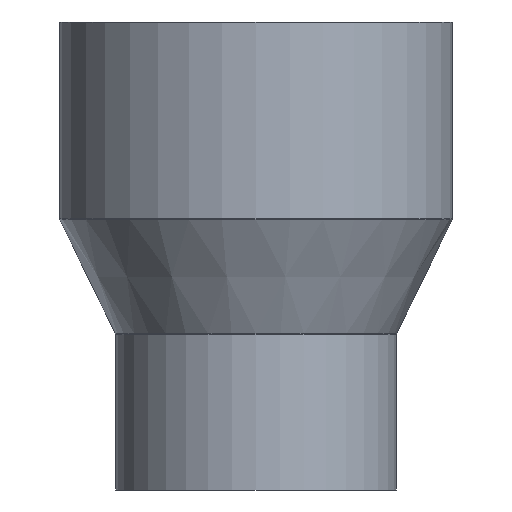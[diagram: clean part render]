
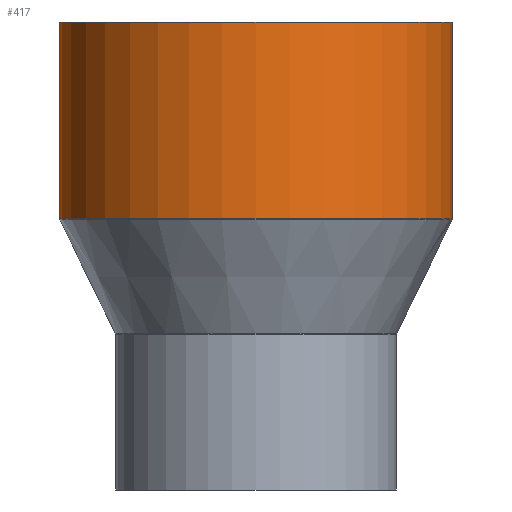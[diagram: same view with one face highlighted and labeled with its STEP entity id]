
A CAD part, front view. The second image highlights one B-rep face of the part: STEP entity #417.
In plain terms, the highlighted cylindrical face has radius 157.5 mm (diameter 315 mm), a partial arc.
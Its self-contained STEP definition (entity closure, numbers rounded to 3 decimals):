
#15 = CARTESIAN_POINT ( 'NONE',  ( 0., 0., 198.582 ) ) ;
#36 = EDGE_CURVE ( 'NONE', #343, #70, #274, .T. ) ;
#50 = CARTESIAN_POINT ( 'NONE',  ( -157.5, 0., 198.582 ) ) ;
#55 = DIRECTION ( 'NONE',  ( 0., 0., -1. ) ) ;
#59 = CARTESIAN_POINT ( 'NONE',  ( 157.5, 0., -16.533 ) ) ;
#70 = VERTEX_POINT ( 'NONE', #617 ) ;
#116 = DIRECTION ( 'NONE',  ( -1., 0., 0. ) ) ;
#169 = AXIS2_PLACEMENT_3D ( 'NONE', #324, #367, #116 ) ;
#185 = ORIENTED_EDGE ( 'NONE', *, *, #36, .T. ) ;
#193 = ORIENTED_EDGE ( 'NONE', *, *, #453, .F. ) ;
#195 = DIRECTION ( 'NONE',  ( -1., 0., 0. ) ) ;
#207 = ORIENTED_EDGE ( 'NONE', *, *, #284, .F. ) ;
#223 = CIRCLE ( 'NONE', #347, 157.5 ) ;
#244 = FACE_OUTER_BOUND ( 'NONE', #459, .T. ) ;
#274 = LINE ( 'NONE', #570, #326 ) ;
#284 = EDGE_CURVE ( 'NONE', #439, #341, #381, .T. ) ;
#324 = CARTESIAN_POINT ( 'NONE',  ( 0., 0., 41.045 ) ) ;
#326 = VECTOR ( 'NONE', #329, 1000. ) ;
#329 = DIRECTION ( 'NONE',  ( 0., 0., -1. ) ) ;
#341 = VERTEX_POINT ( 'NONE', #546 ) ;
#343 = VERTEX_POINT ( 'NONE', #50 ) ;
#347 = AXIS2_PLACEMENT_3D ( 'NONE', #15, #510, #623 ) ;
#367 = DIRECTION ( 'NONE',  ( 0., 0., -1. ) ) ;
#381 = LINE ( 'NONE', #59, #630 ) ;
#417 = ADVANCED_FACE ( 'NONE', ( #244 ), #492, .T. ) ;
#439 = VERTEX_POINT ( 'NONE', #625 ) ;
#441 = CARTESIAN_POINT ( 'NONE',  ( 0., 0., -16.533 ) ) ;
#452 = ORIENTED_EDGE ( 'NONE', *, *, #560, .T. ) ;
#453 = EDGE_CURVE ( 'NONE', #341, #70, #566, .T. ) ;
#459 = EDGE_LOOP ( 'NONE', ( #207, #452, #185, #193 ) ) ;
#492 = CYLINDRICAL_SURFACE ( 'NONE', #514, 157.5 ) ;
#510 = DIRECTION ( 'NONE',  ( 0., 0., -1. ) ) ;
#514 = AXIS2_PLACEMENT_3D ( 'NONE', #441, #649, #195 ) ;
#546 = CARTESIAN_POINT ( 'NONE',  ( 157.5, 0., 41.045 ) ) ;
#560 = EDGE_CURVE ( 'NONE', #439, #343, #223, .T. ) ;
#566 = CIRCLE ( 'NONE', #169, 157.5 ) ;
#570 = CARTESIAN_POINT ( 'NONE',  ( -157.5, 0., -16.533 ) ) ;
#617 = CARTESIAN_POINT ( 'NONE',  ( -157.5, 0., 41.045 ) ) ;
#623 = DIRECTION ( 'NONE',  ( -1., 0., 0. ) ) ;
#625 = CARTESIAN_POINT ( 'NONE',  ( 157.5, 0., 198.582 ) ) ;
#630 = VECTOR ( 'NONE', #55, 1000. ) ;
#649 = DIRECTION ( 'NONE',  ( 0., 0., -1. ) ) ;
